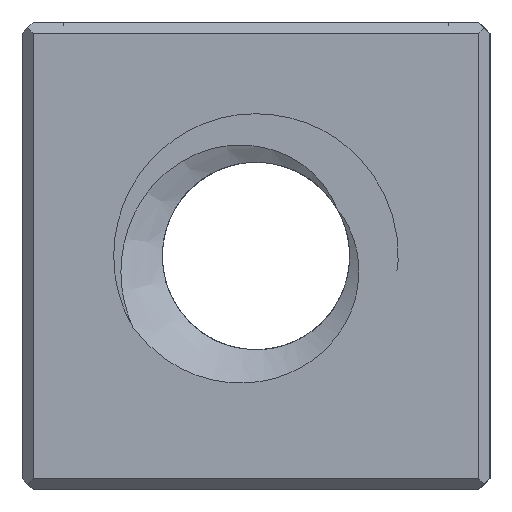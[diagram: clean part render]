
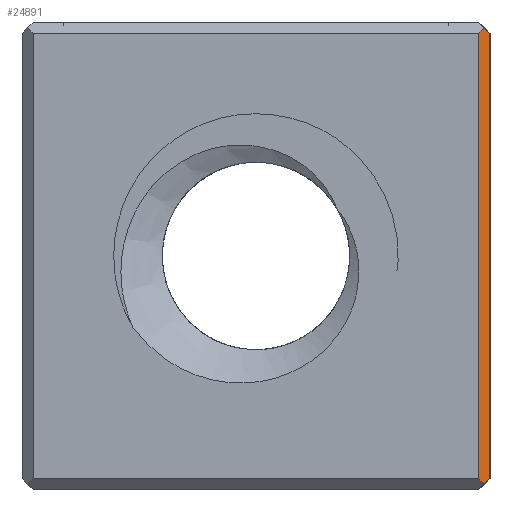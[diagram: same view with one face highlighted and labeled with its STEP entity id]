
A CAD part, left-side view. The second image highlights one B-rep face of the part: STEP entity #24891.
In plain terms, the highlighted planar face has unit normal (-0.707, -0.707, 0).
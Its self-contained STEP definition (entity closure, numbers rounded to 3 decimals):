
#278 = PLANE('',#279);
#279 = AXIS2_PLACEMENT_3D('',#280,#281,#282);
#280 = CARTESIAN_POINT('',(0.,0.,0.3));
#281 = DIRECTION('',(0.,0.707,0.707)
  );
#282 = DIRECTION('',(0.,0.707,-0.707)
  );
#471 = PLANE('',#472);
#472 = AXIS2_PLACEMENT_3D('',#473,#474,#475);
#473 = CARTESIAN_POINT('',(0.,0.,12.2)
  );
#474 = DIRECTION('',(0.,-0.707,0.707)
  );
#475 = DIRECTION('',(0.,0.707,0.707));
#499 = PLANE('',#500);
#500 = AXIS2_PLACEMENT_3D('',#501,#502,#503);
#501 = CARTESIAN_POINT('',(0.,0.,0.));
#502 = DIRECTION('',(0.,1.,0.));
#503 = DIRECTION('',(1.,0.,0.));
#761 = VERTEX_POINT('',#762);
#762 = CARTESIAN_POINT('',(0.3,0.,0.3));
#783 = EDGE_CURVE('',#761,#784,#786,.T.);
#784 = VERTEX_POINT('',#785);
#785 = CARTESIAN_POINT('',(0.3,0.,12.2));
#786 = SURFACE_CURVE('',#787,(#791,#798),.PCURVE_S1.);
#787 = LINE('',#788,#789);
#788 = CARTESIAN_POINT('',(0.3,0.,0.));
#789 = VECTOR('',#790,1.);
#790 = DIRECTION('',(0.,0.,1.));
#791 = PCURVE('',#499,#792);
#792 = DEFINITIONAL_REPRESENTATION('',(#793),#797);
#793 = LINE('',#794,#795);
#794 = CARTESIAN_POINT('',(0.3,0.));
#795 = VECTOR('',#796,1.);
#796 = DIRECTION('',(0.,-1.));
#797 = ( GEOMETRIC_REPRESENTATION_CONTEXT(2) 
PARAMETRIC_REPRESENTATION_CONTEXT() REPRESENTATION_CONTEXT('2D SPACE',''
  ) );
#798 = PCURVE('',#799,#804);
#799 = PLANE('',#800);
#800 = AXIS2_PLACEMENT_3D('',#801,#802,#803);
#801 = CARTESIAN_POINT('',(0.3,0.,0.));
#802 = DIRECTION('',(-0.707,-0.707,0.));
#803 = DIRECTION('',(-0.707,0.707,0.));
#804 = DEFINITIONAL_REPRESENTATION('',(#805),#809);
#805 = LINE('',#806,#807);
#806 = CARTESIAN_POINT('',(0.,0.));
#807 = VECTOR('',#808,1.);
#808 = DIRECTION('',(0.,-1.));
#809 = ( GEOMETRIC_REPRESENTATION_CONTEXT(2) 
PARAMETRIC_REPRESENTATION_CONTEXT() REPRESENTATION_CONTEXT('2D SPACE',''
  ) );
#23792 = PLANE('',#23793);
#23793 = AXIS2_PLACEMENT_3D('',#23794,#23795,#23796);
#23794 = CARTESIAN_POINT('',(0.,0.,0.3));
#23795 = DIRECTION('',(-0.707,0.,
    -0.707));
#23796 = DIRECTION('',(0.707,0.,-0.707
    ));
#24554 = VERTEX_POINT('',#24555);
#24555 = CARTESIAN_POINT('',(0.15,0.15,0.15));
#24576 = EDGE_CURVE('',#24554,#761,#24577,.T.);
#24577 = SURFACE_CURVE('',#24578,(#24582,#24589),.PCURVE_S1.);
#24578 = LINE('',#24579,#24580);
#24579 = CARTESIAN_POINT('',(0.2,0.1,0.2));
#24580 = VECTOR('',#24581,1.);
#24581 = DIRECTION('',(0.577,-0.577,0.577));
#24582 = PCURVE('',#278,#24583);
#24583 = DEFINITIONAL_REPRESENTATION('',(#24584),#24588);
#24584 = LINE('',#24585,#24586);
#24585 = CARTESIAN_POINT('',(0.141,-0.2));
#24586 = VECTOR('',#24587,1.);
#24587 = DIRECTION('',(-0.816,-0.577));
#24588 = ( GEOMETRIC_REPRESENTATION_CONTEXT(2) 
PARAMETRIC_REPRESENTATION_CONTEXT() REPRESENTATION_CONTEXT('2D SPACE',''
  ) );
#24589 = PCURVE('',#799,#24590);
#24590 = DEFINITIONAL_REPRESENTATION('',(#24591),#24595);
#24591 = LINE('',#24592,#24593);
#24592 = CARTESIAN_POINT('',(0.141,-0.2));
#24593 = VECTOR('',#24594,1.);
#24594 = DIRECTION('',(-0.816,-0.577));
#24595 = ( GEOMETRIC_REPRESENTATION_CONTEXT(2) 
PARAMETRIC_REPRESENTATION_CONTEXT() REPRESENTATION_CONTEXT('2D SPACE',''
  ) );
#24627 = VERTEX_POINT('',#24628);
#24628 = CARTESIAN_POINT('',(0.15,0.15,12.35));
#24642 = PLANE('',#24643);
#24643 = AXIS2_PLACEMENT_3D('',#24644,#24645,#24646);
#24644 = CARTESIAN_POINT('',(0.3,0.,12.5));
#24645 = DIRECTION('',(-0.707,0.,
    0.707));
#24646 = DIRECTION('',(-0.707,0.,
    -0.707));
#24654 = EDGE_CURVE('',#24627,#784,#24655,.T.);
#24655 = SURFACE_CURVE('',#24656,(#24660,#24667),.PCURVE_S1.);
#24656 = LINE('',#24657,#24658);
#24657 = CARTESIAN_POINT('',(2.283,-1.983,
    10.217));
#24658 = VECTOR('',#24659,1.);
#24659 = DIRECTION('',(0.577,-0.577,-0.577));
#24660 = PCURVE('',#471,#24661);
#24661 = DEFINITIONAL_REPRESENTATION('',(#24662),#24666);
#24662 = LINE('',#24663,#24664);
#24663 = CARTESIAN_POINT('',(-2.805,-2.283));
#24664 = VECTOR('',#24665,1.);
#24665 = DIRECTION('',(-0.816,-0.577));
#24666 = ( GEOMETRIC_REPRESENTATION_CONTEXT(2) 
PARAMETRIC_REPRESENTATION_CONTEXT() REPRESENTATION_CONTEXT('2D SPACE',''
  ) );
#24667 = PCURVE('',#799,#24668);
#24668 = DEFINITIONAL_REPRESENTATION('',(#24669),#24673);
#24669 = LINE('',#24670,#24671);
#24670 = CARTESIAN_POINT('',(-2.805,-10.217));
#24671 = VECTOR('',#24672,1.);
#24672 = DIRECTION('',(-0.816,0.577));
#24673 = ( GEOMETRIC_REPRESENTATION_CONTEXT(2) 
PARAMETRIC_REPRESENTATION_CONTEXT() REPRESENTATION_CONTEXT('2D SPACE',''
  ) );
#24891 = ADVANCED_FACE('',(#24892),#799,.T.);
#24892 = FACE_BOUND('',#24893,.T.);
#24893 = EDGE_LOOP('',(#24894,#24895,#24896,#24897,#24920,#24948));
#24894 = ORIENTED_EDGE('',*,*,#24576,.T.);
#24895 = ORIENTED_EDGE('',*,*,#783,.T.);
#24896 = ORIENTED_EDGE('',*,*,#24654,.F.);
#24897 = ORIENTED_EDGE('',*,*,#24898,.F.);
#24898 = EDGE_CURVE('',#24899,#24627,#24901,.T.);
#24899 = VERTEX_POINT('',#24900);
#24900 = CARTESIAN_POINT('',(0.,0.3,12.2));
#24901 = SURFACE_CURVE('',#24902,(#24906,#24913),.PCURVE_S1.);
#24902 = LINE('',#24903,#24904);
#24903 = CARTESIAN_POINT('',(-1.783,2.083,
    10.417));
#24904 = VECTOR('',#24905,1.);
#24905 = DIRECTION('',(0.577,-0.577,0.577));
#24906 = PCURVE('',#799,#24907);
#24907 = DEFINITIONAL_REPRESENTATION('',(#24908),#24912);
#24908 = LINE('',#24909,#24910);
#24909 = CARTESIAN_POINT('',(2.946,-10.417));
#24910 = VECTOR('',#24911,1.);
#24911 = DIRECTION('',(-0.816,-0.577));
#24912 = ( GEOMETRIC_REPRESENTATION_CONTEXT(2) 
PARAMETRIC_REPRESENTATION_CONTEXT() REPRESENTATION_CONTEXT('2D SPACE',''
  ) );
#24913 = PCURVE('',#24642,#24914);
#24914 = DEFINITIONAL_REPRESENTATION('',(#24915),#24919);
#24915 = LINE('',#24916,#24917);
#24916 = CARTESIAN_POINT('',(2.946,-2.083));
#24917 = VECTOR('',#24918,1.);
#24918 = DIRECTION('',(-0.816,0.577));
#24919 = ( GEOMETRIC_REPRESENTATION_CONTEXT(2) 
PARAMETRIC_REPRESENTATION_CONTEXT() REPRESENTATION_CONTEXT('2D SPACE',''
  ) );
#24920 = ORIENTED_EDGE('',*,*,#24921,.F.);
#24921 = EDGE_CURVE('',#24922,#24899,#24924,.T.);
#24922 = VERTEX_POINT('',#24923);
#24923 = CARTESIAN_POINT('',(0.,0.3,0.3));
#24924 = SURFACE_CURVE('',#24925,(#24929,#24936),.PCURVE_S1.);
#24925 = LINE('',#24926,#24927);
#24926 = CARTESIAN_POINT('',(0.,0.3,0.));
#24927 = VECTOR('',#24928,1.);
#24928 = DIRECTION('',(0.,0.,1.));
#24929 = PCURVE('',#799,#24930);
#24930 = DEFINITIONAL_REPRESENTATION('',(#24931),#24935);
#24931 = LINE('',#24932,#24933);
#24932 = CARTESIAN_POINT('',(0.424,0.));
#24933 = VECTOR('',#24934,1.);
#24934 = DIRECTION('',(0.,-1.));
#24935 = ( GEOMETRIC_REPRESENTATION_CONTEXT(2) 
PARAMETRIC_REPRESENTATION_CONTEXT() REPRESENTATION_CONTEXT('2D SPACE',''
  ) );
#24936 = PCURVE('',#24937,#24942);
#24937 = PLANE('',#24938);
#24938 = AXIS2_PLACEMENT_3D('',#24939,#24940,#24941);
#24939 = CARTESIAN_POINT('',(0.,12.5,0.));
#24940 = DIRECTION('',(1.,0.,0.));
#24941 = DIRECTION('',(0.,-1.,0.));
#24942 = DEFINITIONAL_REPRESENTATION('',(#24943),#24947);
#24943 = LINE('',#24944,#24945);
#24944 = CARTESIAN_POINT('',(12.2,0.));
#24945 = VECTOR('',#24946,1.);
#24946 = DIRECTION('',(0.,-1.));
#24947 = ( GEOMETRIC_REPRESENTATION_CONTEXT(2) 
PARAMETRIC_REPRESENTATION_CONTEXT() REPRESENTATION_CONTEXT('2D SPACE',''
  ) );
#24948 = ORIENTED_EDGE('',*,*,#24949,.F.);
#24949 = EDGE_CURVE('',#24554,#24922,#24950,.T.);
#24950 = SURFACE_CURVE('',#24951,(#24955,#24962),.PCURVE_S1.);
#24951 = LINE('',#24952,#24953);
#24952 = CARTESIAN_POINT('',(0.2,0.1,0.1));
#24953 = VECTOR('',#24954,1.);
#24954 = DIRECTION('',(-0.577,0.577,0.577));
#24955 = PCURVE('',#799,#24956);
#24956 = DEFINITIONAL_REPRESENTATION('',(#24957),#24961);
#24957 = LINE('',#24958,#24959);
#24958 = CARTESIAN_POINT('',(0.141,-0.1));
#24959 = VECTOR('',#24960,1.);
#24960 = DIRECTION('',(0.816,-0.577));
#24961 = ( GEOMETRIC_REPRESENTATION_CONTEXT(2) 
PARAMETRIC_REPRESENTATION_CONTEXT() REPRESENTATION_CONTEXT('2D SPACE',''
  ) );
#24962 = PCURVE('',#23792,#24963);
#24963 = DEFINITIONAL_REPRESENTATION('',(#24964),#24968);
#24964 = LINE('',#24965,#24966);
#24965 = CARTESIAN_POINT('',(0.283,-0.1));
#24966 = VECTOR('',#24967,1.);
#24967 = DIRECTION('',(-0.816,-0.577));
#24968 = ( GEOMETRIC_REPRESENTATION_CONTEXT(2) 
PARAMETRIC_REPRESENTATION_CONTEXT() REPRESENTATION_CONTEXT('2D SPACE',''
  ) );
